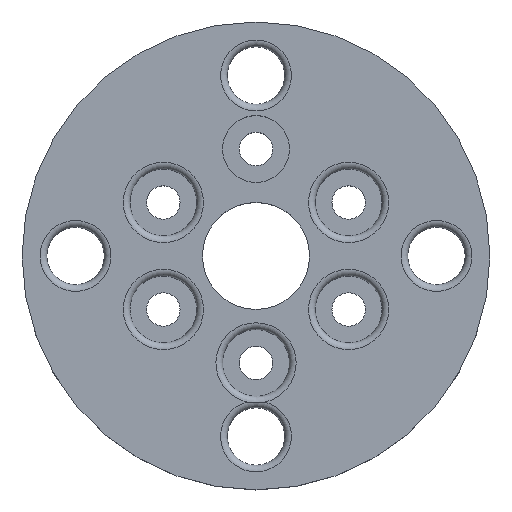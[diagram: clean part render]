
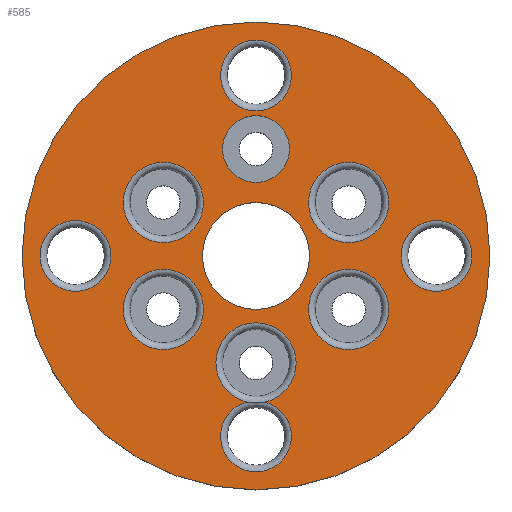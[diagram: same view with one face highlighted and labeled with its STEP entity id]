
A CAD part, top view. The second image highlights one B-rep face of the part: STEP entity #585.
In plain terms, the highlighted planar face has unit normal (0, 0, 1).
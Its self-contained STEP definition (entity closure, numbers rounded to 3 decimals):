
#70=FACE_BOUND('',#142,.T.);
#71=FACE_BOUND('',#143,.T.);
#72=FACE_BOUND('',#144,.T.);
#73=FACE_BOUND('',#145,.T.);
#74=FACE_BOUND('',#146,.T.);
#75=FACE_BOUND('',#147,.T.);
#76=FACE_BOUND('',#148,.T.);
#77=FACE_BOUND('',#149,.T.);
#78=FACE_BOUND('',#150,.T.);
#79=FACE_BOUND('',#151,.T.);
#97=PLANE('',#638);
#106=FACE_OUTER_BOUND('',#141,.T.);
#141=EDGE_LOOP('',(#412));
#142=EDGE_LOOP('',(#413));
#143=EDGE_LOOP('',(#414));
#144=EDGE_LOOP('',(#415,#416,#417,#418));
#145=EDGE_LOOP('',(#419));
#146=EDGE_LOOP('',(#420));
#147=EDGE_LOOP('',(#421));
#148=EDGE_LOOP('',(#422));
#149=EDGE_LOOP('',(#423));
#150=EDGE_LOOP('',(#424));
#151=EDGE_LOOP('',(#425));
#202=CIRCLE('',#634,5.3);
#206=CIRCLE('',#639,35.);
#207=CIRCLE('',#640,5.3);
#208=CIRCLE('',#641,6.);
#209=CIRCLE('',#642,5.3);
#210=CIRCLE('',#643,6.);
#211=CIRCLE('',#644,6.);
#212=CIRCLE('',#645,5.3);
#213=CIRCLE('',#646,6.);
#214=CIRCLE('',#647,5.3);
#215=CIRCLE('',#648,5.);
#216=CIRCLE('',#649,8.);
#217=CIRCLE('',#650,6.);
#218=CIRCLE('',#651,6.);
#267=VERTEX_POINT('',#955);
#270=VERTEX_POINT('',#963);
#271=VERTEX_POINT('',#965);
#272=VERTEX_POINT('',#967);
#273=VERTEX_POINT('',#969);
#274=VERTEX_POINT('',#970);
#275=VERTEX_POINT('',#972);
#276=VERTEX_POINT('',#974);
#277=VERTEX_POINT('',#977);
#278=VERTEX_POINT('',#979);
#279=VERTEX_POINT('',#981);
#280=VERTEX_POINT('',#983);
#281=VERTEX_POINT('',#985);
#282=VERTEX_POINT('',#987);
#323=EDGE_CURVE('',#267,#267,#202,.T.);
#327=EDGE_CURVE('',#270,#270,#206,.T.);
#328=EDGE_CURVE('',#271,#271,#207,.T.);
#329=EDGE_CURVE('',#272,#272,#208,.T.);
#330=EDGE_CURVE('',#273,#274,#209,.T.);
#331=EDGE_CURVE('',#275,#273,#210,.T.);
#332=EDGE_CURVE('',#276,#275,#211,.T.);
#333=EDGE_CURVE('',#274,#276,#212,.T.);
#334=EDGE_CURVE('',#277,#277,#213,.T.);
#335=EDGE_CURVE('',#278,#278,#214,.T.);
#336=EDGE_CURVE('',#279,#279,#215,.T.);
#337=EDGE_CURVE('',#280,#280,#216,.T.);
#338=EDGE_CURVE('',#281,#281,#217,.T.);
#339=EDGE_CURVE('',#282,#282,#218,.T.);
#412=ORIENTED_EDGE('',*,*,#327,.T.);
#413=ORIENTED_EDGE('',*,*,#328,.F.);
#414=ORIENTED_EDGE('',*,*,#329,.F.);
#415=ORIENTED_EDGE('',*,*,#330,.F.);
#416=ORIENTED_EDGE('',*,*,#331,.F.);
#417=ORIENTED_EDGE('',*,*,#332,.F.);
#418=ORIENTED_EDGE('',*,*,#333,.F.);
#419=ORIENTED_EDGE('',*,*,#334,.F.);
#420=ORIENTED_EDGE('',*,*,#335,.F.);
#421=ORIENTED_EDGE('',*,*,#336,.T.);
#422=ORIENTED_EDGE('',*,*,#337,.T.);
#423=ORIENTED_EDGE('',*,*,#338,.F.);
#424=ORIENTED_EDGE('',*,*,#339,.F.);
#425=ORIENTED_EDGE('',*,*,#323,.F.);
#585=ADVANCED_FACE('',(#106,#70,#71,#72,#73,#74,#75,#76,#77,#78,#79),#97,
 .T.);
#634=AXIS2_PLACEMENT_3D('',#956,#737,#738);
#638=AXIS2_PLACEMENT_3D('',#962,#745,#746);
#639=AXIS2_PLACEMENT_3D('',#964,#747,#748);
#640=AXIS2_PLACEMENT_3D('',#966,#749,#750);
#641=AXIS2_PLACEMENT_3D('',#968,#751,#752);
#642=AXIS2_PLACEMENT_3D('',#971,#753,#754);
#643=AXIS2_PLACEMENT_3D('',#973,#755,#756);
#644=AXIS2_PLACEMENT_3D('',#975,#757,#758);
#645=AXIS2_PLACEMENT_3D('',#976,#759,#760);
#646=AXIS2_PLACEMENT_3D('',#978,#761,#762);
#647=AXIS2_PLACEMENT_3D('',#980,#763,#764);
#648=AXIS2_PLACEMENT_3D('',#982,#765,#766);
#649=AXIS2_PLACEMENT_3D('',#984,#767,#768);
#650=AXIS2_PLACEMENT_3D('',#986,#769,#770);
#651=AXIS2_PLACEMENT_3D('',#988,#771,#772);
#737=DIRECTION('center_axis',(0.,0.,1.));
#738=DIRECTION('ref_axis',(1.,0.,0.));
#745=DIRECTION('center_axis',(0.,0.,1.));
#746=DIRECTION('ref_axis',(1.,0.,0.));
#747=DIRECTION('center_axis',(0.,0.,1.));
#748=DIRECTION('ref_axis',(1.,0.,0.));
#749=DIRECTION('center_axis',(0.,0.,1.));
#750=DIRECTION('ref_axis',(1.,0.,0.));
#751=DIRECTION('center_axis',(0.,0.,1.));
#752=DIRECTION('ref_axis',(1.,0.,0.));
#753=DIRECTION('center_axis',(0.,0.,1.));
#754=DIRECTION('ref_axis',(1.,0.,0.));
#755=DIRECTION('center_axis',(0.,0.,1.));
#756=DIRECTION('ref_axis',(1.,0.,0.));
#757=DIRECTION('center_axis',(0.,0.,1.));
#758=DIRECTION('ref_axis',(1.,0.,0.));
#759=DIRECTION('center_axis',(0.,0.,1.));
#760=DIRECTION('ref_axis',(1.,0.,0.));
#761=DIRECTION('center_axis',(0.,0.,1.));
#762=DIRECTION('ref_axis',(1.,0.,0.));
#763=DIRECTION('center_axis',(0.,0.,1.));
#764=DIRECTION('ref_axis',(1.,0.,0.));
#765=DIRECTION('center_axis',(0.,0.,-1.));
#766=DIRECTION('ref_axis',(1.,0.,0.));
#767=DIRECTION('center_axis',(0.,0.,-1.));
#768=DIRECTION('ref_axis',(1.,0.,0.));
#769=DIRECTION('center_axis',(0.,0.,1.));
#770=DIRECTION('ref_axis',(1.,0.,0.));
#771=DIRECTION('center_axis',(0.,0.,1.));
#772=DIRECTION('ref_axis',(1.,0.,0.));
#955=CARTESIAN_POINT('',(5.3,27.,10.));
#956=CARTESIAN_POINT('Origin',(0.,27.,10.));
#962=CARTESIAN_POINT('Origin',(0.,0.,10.));
#963=CARTESIAN_POINT('',(-35.,0.,10.));
#964=CARTESIAN_POINT('Origin',(0.,0.,10.));
#965=CARTESIAN_POINT('',(32.3,0.,10.));
#966=CARTESIAN_POINT('Origin',(27.,0.,10.));
#967=CARTESIAN_POINT('',(19.856,-8.,10.));
#968=CARTESIAN_POINT('Origin',(13.856,-8.,10.));
#969=CARTESIAN_POINT('',(-1.291,-21.86,10.));
#970=CARTESIAN_POINT('',(5.3,-27.,10.));
#971=CARTESIAN_POINT('Origin',(0.,-27.,10.));
#972=CARTESIAN_POINT('',(6.,-16.,10.));
#973=CARTESIAN_POINT('Origin',(0.,-16.,10.));
#974=CARTESIAN_POINT('',(1.291,-21.86,10.));
#975=CARTESIAN_POINT('Origin',(0.,-16.,10.));
#976=CARTESIAN_POINT('Origin',(0.,-27.,10.));
#977=CARTESIAN_POINT('',(-7.856,-8.,10.));
#978=CARTESIAN_POINT('Origin',(-13.856,-8.,10.));
#979=CARTESIAN_POINT('',(-21.7,0.,10.));
#980=CARTESIAN_POINT('Origin',(-27.,0.,10.));
#981=CARTESIAN_POINT('',(-5.,16.,10.));
#982=CARTESIAN_POINT('Origin',(0.,16.,10.));
#983=CARTESIAN_POINT('',(-8.,0.,10.));
#984=CARTESIAN_POINT('Origin',(0.,0.,10.));
#985=CARTESIAN_POINT('',(-7.856,8.,10.));
#986=CARTESIAN_POINT('Origin',(-13.856,8.,10.));
#987=CARTESIAN_POINT('',(19.856,8.,10.));
#988=CARTESIAN_POINT('Origin',(13.856,8.,10.));
